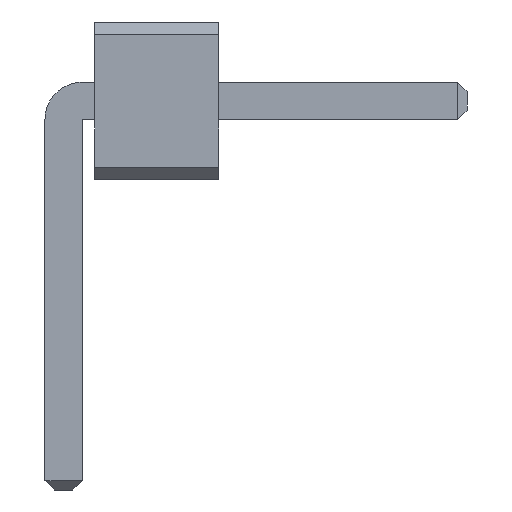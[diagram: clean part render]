
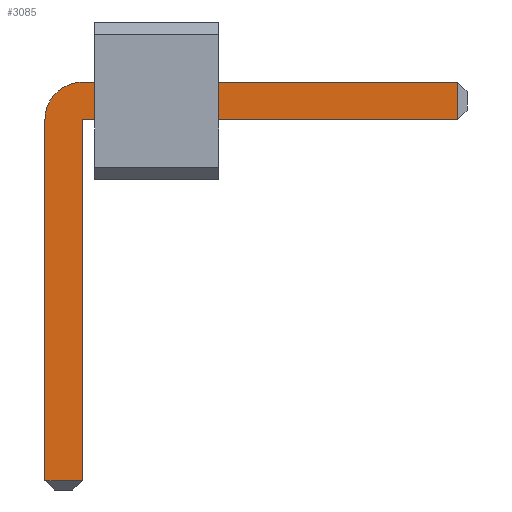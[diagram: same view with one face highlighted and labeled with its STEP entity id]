
A CAD part, front view. The second image highlights one B-rep face of the part: STEP entity #3085.
In plain terms, the highlighted planar face has unit normal (0, -1, 0).
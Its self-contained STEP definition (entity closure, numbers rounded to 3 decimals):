
#13=DIRECTION('',(0.,0.,1.));
#1366=VECTOR('',#13,1.);
#2856=DIRECTION('',(0.,0.,-1.));
#2888=VECTOR('',#2889,1.);
#2889=DIRECTION('',(1.,0.,0.));
#2895=VECTOR('',#2856,1.);
#2902=VECTOR('',#2903,1.);
#2903=DIRECTION('',(-1.,0.,0.));
#2924=DIRECTION('',(-0.,1.,0.));
#2928=DIRECTION('',(0.,1.,0.));
#2929=DIRECTION('',(0.,0.,1.));
#2936=VERTEX_POINT('',#2937);
#2937=CARTESIAN_POINT('',(0.15,-22.15,0.785));
#2939=ORIENTED_EDGE('',*,*,#2940,.T.);
#2940=EDGE_CURVE('',#2936,#2941,#2943,.T.);
#2941=VERTEX_POINT('',#2942);
#2942=CARTESIAN_POINT('',(3.175,-22.15,0.785));
#2943=LINE('',#2944,#2888);
#2944=CARTESIAN_POINT('',(-0.15,-22.15,0.785));
#2981=EDGE_CURVE('',#2982,#2936,#2984,.T.);
#2982=VERTEX_POINT('',#2983);
#2983=CARTESIAN_POINT('',(-0.15,-22.15,0.485));
#2984=CIRCLE('',#2985,0.3);
#2985=AXIS2_PLACEMENT_3D('',#2986,#2924,#2856);
#2986=CARTESIAN_POINT('',(0.15,-22.15,0.485));
#2998=VERTEX_POINT('',#2999);
#2999=CARTESIAN_POINT('',(3.175,-22.15,0.485));
#3001=ORIENTED_EDGE('',*,*,#3002,.T.);
#3002=EDGE_CURVE('',#2998,#3003,#3004,.T.);
#3003=VERTEX_POINT('',#2986);
#3004=LINE('',#3005,#2902);
#3005=CARTESIAN_POINT('',(3.25,-22.15,0.485));
#3017=VERTEX_POINT('',#3018);
#3018=CARTESIAN_POINT('',(-0.15,-22.15,-2.425));
#3020=ORIENTED_EDGE('',*,*,#3021,.T.);
#3021=EDGE_CURVE('',#3017,#2982,#3022,.T.);
#3022=LINE('',#3023,#1366);
#3023=CARTESIAN_POINT('',(-0.15,-22.15,-2.5));
#3031=ORIENTED_EDGE('',*,*,#3032,.T.);
#3032=EDGE_CURVE('',#3003,#3033,#3035,.T.);
#3033=VERTEX_POINT('',#3034);
#3034=CARTESIAN_POINT('',(0.15,-22.15,-2.425));
#3035=LINE('',#2986,#2895);
#3085=ADVANCED_FACE('',(#3086),#3095,.F.);
#3086=FACE_BOUND('',#3087,.F.);
#3087=EDGE_LOOP('',(#2939,#3088,#3001,#3031,#3091,#3020,#3094));
#3088=ORIENTED_EDGE('',*,*,#3089,.T.);
#3089=EDGE_CURVE('',#2941,#2998,#3090,.T.);
#3090=LINE('',#2942,#2895);
#3091=ORIENTED_EDGE('',*,*,#3092,.T.);
#3092=EDGE_CURVE('',#3033,#3017,#3093,.T.);
#3093=LINE('',#3034,#2902);
#3094=ORIENTED_EDGE('',*,*,#2981,.T.);
#3095=PLANE('',#3096);
#3096=AXIS2_PLACEMENT_3D('',#3097,#2928,#2929);
#3097=CARTESIAN_POINT('',(0.858,-22.15,-0.165));
